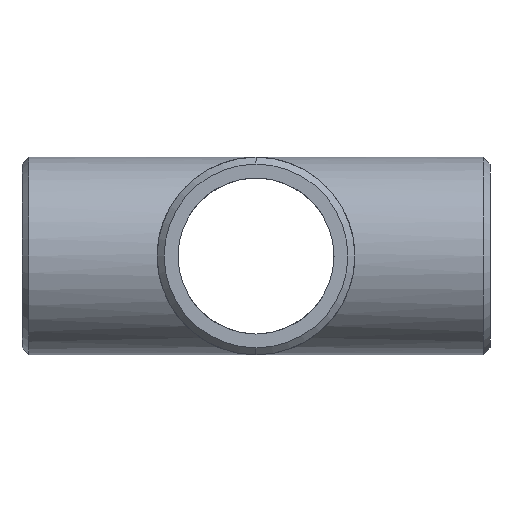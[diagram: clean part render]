
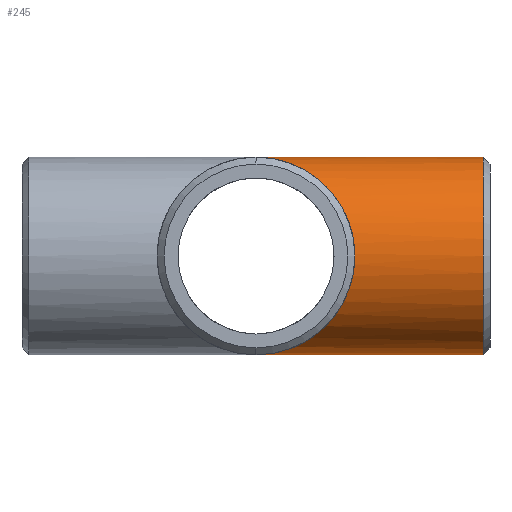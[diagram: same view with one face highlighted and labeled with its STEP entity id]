
A CAD part, left-side view. The second image highlights one B-rep face of the part: STEP entity #245.
In plain terms, the highlighted cylindrical face has radius 24.13 mm (diameter 48.26 mm), a partial arc.
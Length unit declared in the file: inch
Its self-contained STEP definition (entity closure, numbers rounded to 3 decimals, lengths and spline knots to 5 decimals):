
#7 = DIRECTION ( 'NONE',  ( 0., 1., 0. ) ) ;
#12 = CARTESIAN_POINT ( 'NONE',  ( 0., 0., -0.95 ) ) ;
#16 = AXIS2_PLACEMENT_3D ( 'NONE', #110, #664, #537 ) ;
#59 = EDGE_CURVE ( 'NONE', #196, #772, #678, .T. ) ;
#110 = CARTESIAN_POINT ( 'NONE',  ( 0., -2.18333, 0. ) ) ;
#150 =( BOUNDED_CURVE ( )  B_SPLINE_CURVE ( 3, ( #12, #276, #515, #213 ),
 .UNSPECIFIED., .F., .T. ) 
 B_SPLINE_CURVE_WITH_KNOTS ( ( 4, 4 ),
 ( 4.71239, 7.85398 ),
 .UNSPECIFIED. ) 
 CURVE ( )  GEOMETRIC_REPRESENTATION_ITEM ( )  RATIONAL_B_SPLINE_CURVE ( ( 1., 0.333, 0.333, 1. ) ) 
 REPRESENTATION_ITEM ( '' )  );
#151 = CARTESIAN_POINT ( 'NONE',  ( 0., -2.18333, 0.95 ) ) ;
#195 = VERTEX_POINT ( 'NONE', #274 ) ;
#196 = VERTEX_POINT ( 'NONE', #151 ) ;
#213 = CARTESIAN_POINT ( 'NONE',  ( 0., 0., 0.95 ) ) ;
#219 = ORIENTED_EDGE ( 'NONE', *, *, #608, .F. ) ;
#245 = ADVANCED_FACE ( 'NONE', ( #423 ), #363, .T. ) ;
#274 = CARTESIAN_POINT ( 'NONE',  ( 0., 0., -0.95 ) ) ;
#276 = CARTESIAN_POINT ( 'NONE',  ( -1.9, -1.9, -0.95 ) ) ;
#295 = ORIENTED_EDGE ( 'NONE', *, *, #682, .F. ) ;
#316 = EDGE_CURVE ( 'NONE', #403, #196, #542, .T. ) ;
#358 = DIRECTION ( 'NONE',  ( 0., 0., -1. ) ) ;
#363 = CYLINDRICAL_SURFACE ( 'NONE', #600, 0.95 ) ;
#403 = VERTEX_POINT ( 'NONE', #433 ) ;
#406 = CARTESIAN_POINT ( 'NONE',  ( 0., 0., 0.95 ) ) ;
#423 = FACE_OUTER_BOUND ( 'NONE', #463, .T. ) ;
#433 = CARTESIAN_POINT ( 'NONE',  ( 0., -2.18333, -0.95 ) ) ;
#455 = LINE ( 'NONE', #521, #742 ) ;
#463 = EDGE_LOOP ( 'NONE', ( #659, #709, #295, #219 ) ) ;
#466 = CARTESIAN_POINT ( 'NONE',  ( 0., -2.25, 0. ) ) ;
#473 = DIRECTION ( 'NONE',  ( 0., 1., 0. ) ) ;
#515 = CARTESIAN_POINT ( 'NONE',  ( -1.9, -1.9, 0.95 ) ) ;
#521 = CARTESIAN_POINT ( 'NONE',  ( 0., -2.25, -0.95 ) ) ;
#537 = DIRECTION ( 'NONE',  ( 0., 0., -1. ) ) ;
#542 = CIRCLE ( 'NONE', #16, 0.95 ) ;
#600 = AXIS2_PLACEMENT_3D ( 'NONE', #466, #473, #358 ) ;
#608 = EDGE_CURVE ( 'NONE', #403, #195, #455, .T. ) ;
#639 = VECTOR ( 'NONE', #7, 39.37008 ) ;
#659 = ORIENTED_EDGE ( 'NONE', *, *, #316, .T. ) ;
#664 = DIRECTION ( 'NONE',  ( 0., 1., 0. ) ) ;
#678 = LINE ( 'NONE', #681, #639 ) ;
#681 = CARTESIAN_POINT ( 'NONE',  ( 0., -2.25, 0.95 ) ) ;
#682 = EDGE_CURVE ( 'NONE', #195, #772, #150, .T. ) ;
#709 = ORIENTED_EDGE ( 'NONE', *, *, #59, .T. ) ;
#742 = VECTOR ( 'NONE', #757, 39.37008 ) ;
#757 = DIRECTION ( 'NONE',  ( 0., 1., 0. ) ) ;
#772 = VERTEX_POINT ( 'NONE', #406 ) ;
